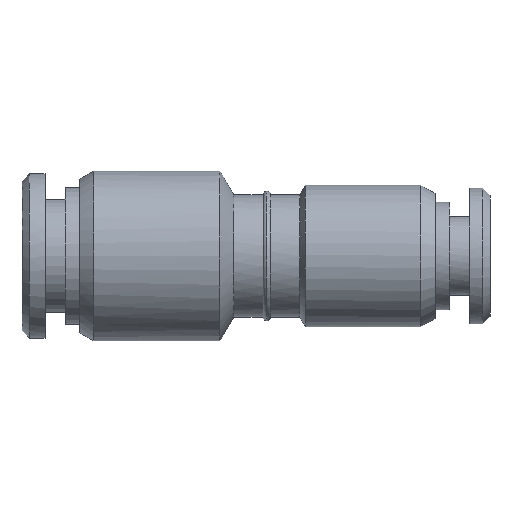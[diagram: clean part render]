
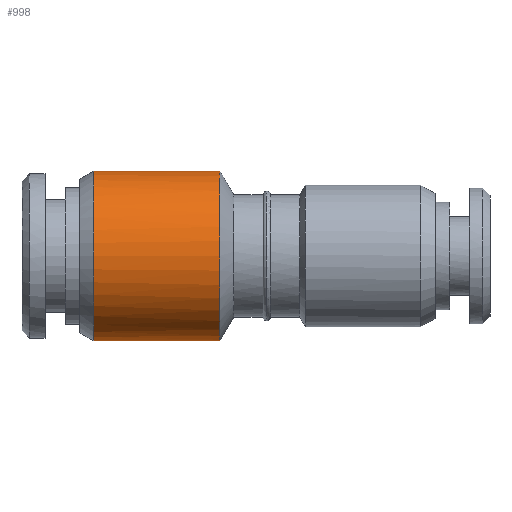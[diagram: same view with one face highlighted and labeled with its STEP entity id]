
A CAD part, top view. The second image highlights one B-rep face of the part: STEP entity #998.
In plain terms, the highlighted cylindrical face has radius 5.9 mm (diameter 11.8 mm), a partial arc.
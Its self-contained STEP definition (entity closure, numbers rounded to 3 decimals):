
#851=CARTESIAN_POINT('Axis2P3D Location',(-3.253,0.,0.)) ;
#855=CARTESIAN_POINT('Vertex',(-3.253,5.9,0.)) ;
#857=CARTESIAN_POINT('Vertex',(-3.253,-5.9,0.)) ;
#956=CARTESIAN_POINT('Axis2P3D Location',(-14.235,0.,0.)) ;
#962=CARTESIAN_POINT('Control Point',(-12.,5.9,0.)) ;
#963=CARTESIAN_POINT('Control Point',(-12.,5.9,0.927)) ;
#964=CARTESIAN_POINT('Control Point',(-12.,5.718,1.854)) ;
#965=CARTESIAN_POINT('Control Point',(-12.,5.354,2.733)) ;
#966=CARTESIAN_POINT('Control Point',(-12.,4.301,4.301)) ;
#967=CARTESIAN_POINT('Control Point',(-12.,2.733,5.354)) ;
#968=CARTESIAN_POINT('Control Point',(-12.,1.854,5.718)) ;
#969=CARTESIAN_POINT('Control Point',(-12.,0.,6.082)) ;
#970=CARTESIAN_POINT('Control Point',(-12.,-1.854,5.718)) ;
#971=CARTESIAN_POINT('Control Point',(-12.,-2.733,5.354)) ;
#972=CARTESIAN_POINT('Control Point',(-12.,-4.301,4.301)) ;
#973=CARTESIAN_POINT('Control Point',(-12.,-5.354,2.733)) ;
#974=CARTESIAN_POINT('Control Point',(-12.,-5.718,1.854)) ;
#975=CARTESIAN_POINT('Control Point',(-12.,-5.9,0.927)) ;
#976=CARTESIAN_POINT('Control Point',(-12.,-5.9,0.)) ;
#977=CARTESIAN_POINT('Vertex',(-12.,5.9,0.)) ;
#979=CARTESIAN_POINT('Vertex',(-12.,-5.9,0.)) ;
#982=CARTESIAN_POINT('Line Origine',(-14.235,-5.9,0.)) ;
#987=CARTESIAN_POINT('Line Origine',(-14.235,5.9,0.)) ;
#852=DIRECTION('Axis2P3D Direction',(-1.,0.,0.)) ;
#957=DIRECTION('Axis2P3D Direction',(1.,0.,0.)) ;
#958=DIRECTION('Axis2P3D XDirection',(0.,1.,0.)) ;
#983=DIRECTION('Vector Direction',(1.,0.,0.)) ;
#988=DIRECTION('Vector Direction',(1.,0.,0.)) ;
#853=AXIS2_PLACEMENT_3D('Circle Axis2P3D',#851,#852,$) ;
#959=AXIS2_PLACEMENT_3D('Cylinder Axis2P3D',#956,#957,#958) ;
#993=ORIENTED_EDGE('',*,*,#981,.T.) ;
#994=ORIENTED_EDGE('',*,*,#986,.F.) ;
#995=ORIENTED_EDGE('',*,*,#859,.F.) ;
#996=ORIENTED_EDGE('',*,*,#991,.T.) ;
#984=VECTOR('Line Direction',#983,1.) ;
#989=VECTOR('Line Direction',#988,1.) ;
#998=ADVANCED_FACE('MANIFOLD_SOLID_BREP #1445',(#997),#960,.T.) ;
#961=B_SPLINE_CURVE_WITH_KNOTS('',5,(#962,#963,#964,#965,#966,#967,#968,#969,#970,#971,#972,#973,#974,#975,#976),.UNSPECIFIED.,.F.,.U.,(6,3,3,3,6),(-9.268,-4.634,0.,4.634,9.268),.UNSPECIFIED.) ;
#854=CIRCLE('generated circle',#853,5.9) ;
#960=CYLINDRICAL_SURFACE('generated cylinder',#959,5.9) ;
#859=EDGE_CURVE('',#856,#858,#854,.F.) ;
#981=EDGE_CURVE('',#978,#980,#961,.T.) ;
#986=EDGE_CURVE('',#858,#980,#985,.F.) ;
#991=EDGE_CURVE('',#856,#978,#990,.F.) ;
#992=EDGE_LOOP('',(#993,#994,#995,#996)) ;
#997=FACE_OUTER_BOUND('',#992,.T.) ;
#985=LINE('Line',#982,#984) ;
#990=LINE('Line',#987,#989) ;
#856=VERTEX_POINT('',#855) ;
#858=VERTEX_POINT('',#857) ;
#978=VERTEX_POINT('',#977) ;
#980=VERTEX_POINT('',#979) ;
